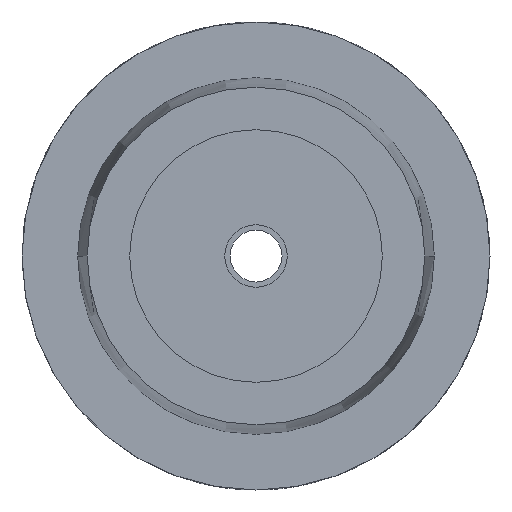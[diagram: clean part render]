
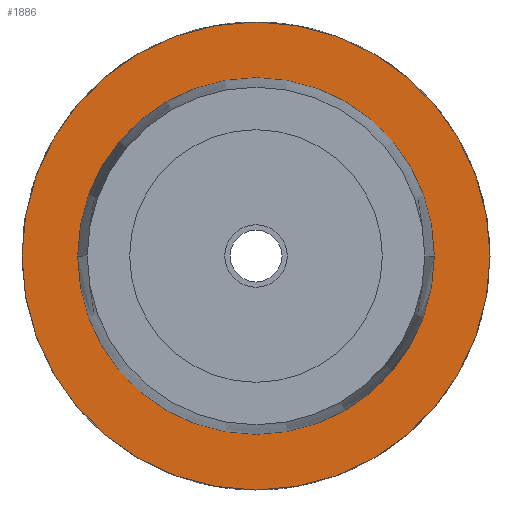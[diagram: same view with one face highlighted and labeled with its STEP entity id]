
A CAD part, left-side view. The second image highlights one B-rep face of the part: STEP entity #1886.
In plain terms, the highlighted planar face has unit normal (-1, 0, 0).
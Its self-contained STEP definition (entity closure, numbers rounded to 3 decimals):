
#403=CARTESIAN_POINT('',(0.,0.,0.));
#404=DIRECTION('',(1.,0.,0.));
#405=DIRECTION('',(0.,1.,0.));
#406=AXIS2_PLACEMENT_3D('',#403,#404,#405);
#425=CARTESIAN_POINT('',(0.,0.,0.));
#426=DIRECTION('',(-1.,0.,0.));
#427=DIRECTION('',(0.,1.,0.));
#428=AXIS2_PLACEMENT_3D('',#425,#426,#427);
#433=CARTESIAN_POINT('',(0.,0.,0.));
#434=DIRECTION('',(1.,0.,0.));
#435=DIRECTION('',(0.,1.,0.));
#436=AXIS2_PLACEMENT_3D('',#433,#434,#435);
#441=CARTESIAN_POINT('',(0.,0.,0.));
#442=DIRECTION('',(-1.,0.,0.));
#443=DIRECTION('',(0.,1.,0.));
#444=AXIS2_PLACEMENT_3D('',#441,#442,#443);
#1289=CARTESIAN_POINT('',(0.,31.5,0.));
#1291=VERTEX_POINT('',#1289);
#1292=CARTESIAN_POINT('',(0.,24.005,0.));
#1294=VERTEX_POINT('',#1292);
#1297=CARTESIAN_POINT('',(0.,-31.5,0.));
#1299=VERTEX_POINT('',#1297);
#1300=CARTESIAN_POINT('',(0.,-24.005,0.));
#1302=VERTEX_POINT('',#1300);
#1871=CARTESIAN_POINT('',(0.,0.,0.));
#1872=DIRECTION('',(1.,0.,0.));
#1873=DIRECTION('',(0.,-1.,0.));
#1874=AXIS2_PLACEMENT_3D('',#1871,#1872,#1873);
#1875=PLANE('',#1874);
#1877=ORIENTED_EDGE('',*,*,#1876,.T.);
#1879=ORIENTED_EDGE('',*,*,#1878,.F.);
#1880=EDGE_LOOP('',(#1877,#1879));
#1881=FACE_OUTER_BOUND('',#1880,.F.);
#1882=ORIENTED_EDGE('',*,*,#1866,.T.);
#1883=ORIENTED_EDGE('',*,*,#1850,.F.);
#1884=EDGE_LOOP('',(#1882,#1883));
#1885=FACE_BOUND('',#1884,.F.);
#407=CIRCLE('',#406,24.005);
#429=CIRCLE('',#428,24.005);
#437=CIRCLE('',#436,31.5);
#445=CIRCLE('',#444,31.5);
#1850=EDGE_CURVE('',#1294,#1302,#407,.T.);
#1866=EDGE_CURVE('',#1294,#1302,#429,.T.);
#1876=EDGE_CURVE('',#1291,#1299,#437,.T.);
#1878=EDGE_CURVE('',#1291,#1299,#445,.T.);
#1886=ADVANCED_FACE('',(#1881,#1885),#1875,.F.);
